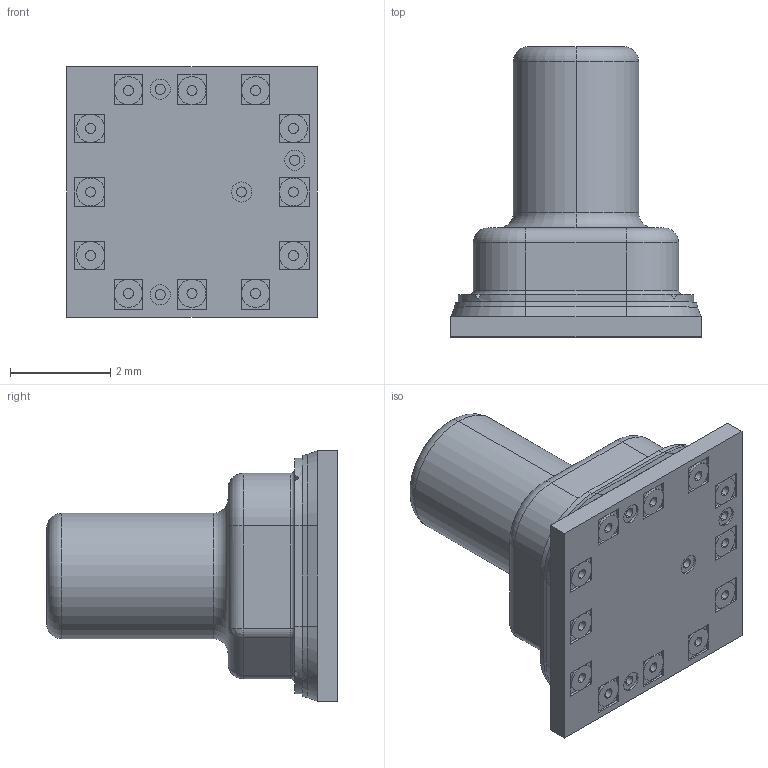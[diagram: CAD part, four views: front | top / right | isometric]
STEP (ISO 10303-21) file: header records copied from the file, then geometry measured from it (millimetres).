
FILE_DESCRIPTION (( 'STEP AP214' ), '1' );
FILE_NAME ('MPRLS0015PG00001A.STEP', '2021-01-20T23:08:22', ( '' ), ( '' ), 'SwSTEP 2.0', 'SolidWorks 2017', '' );
FILE_SCHEMA (( 'AUTOMOTIVE_DESIGN' ));
Length unit declared in the file: millimetre
Products named in the file (1): MPRLS0015PG00001A
Bounding box: 5 x 5.8 x 5 mm (x, y, z)
Volume: 49 mm3; surface area: 246.5 mm2
Topology: 19 solids, 19 shells, 352 faces, 791 edges, 496 vertices
Faces by surface type: plane 228, cylinder 101, torus 12, cone 9, bspline 2
Entity records: 9995 total; most frequent: DIRECTION 1731, CARTESIAN_POINT 1720, ORIENTED_EDGE 1578, EDGE_CURVE 789, AXIS2_PLACEMENT_3D 607, LINE 517, VECTOR 517, VERTEX_POINT 496
